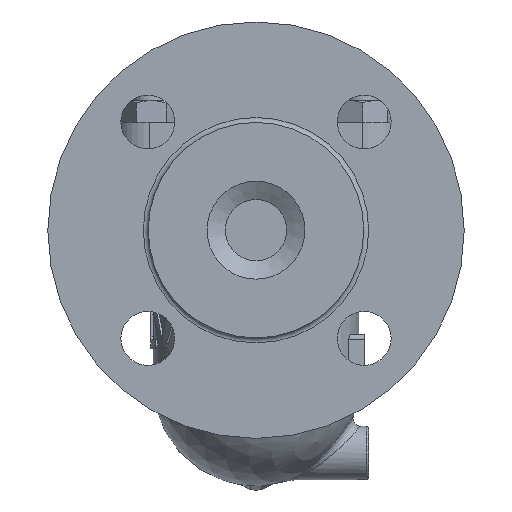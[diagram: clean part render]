
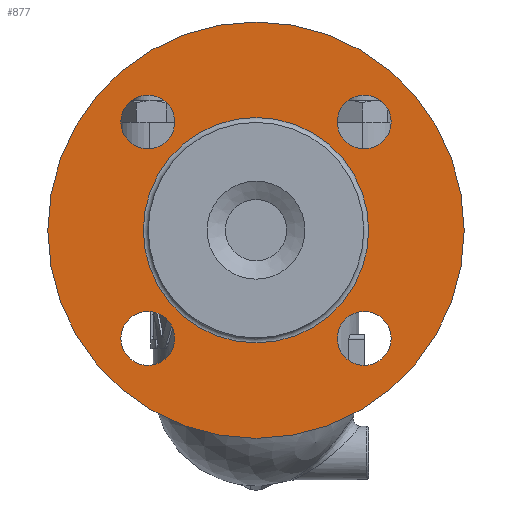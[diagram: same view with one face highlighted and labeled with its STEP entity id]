
A CAD part, left-side view. The second image highlights one B-rep face of the part: STEP entity #877.
In plain terms, the highlighted planar face has unit normal (-1, 0, 0).
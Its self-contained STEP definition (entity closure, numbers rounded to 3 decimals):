
#722=CARTESIAN_POINT('',(-132.,-44.194,28.194));
#723=VERTEX_POINT('',#722);
#724=CARTESIAN_POINT('',(-132.,-44.194,17.194));
#725=DIRECTION('',(1.0,0.0,0.0));
#726=DIRECTION('',(0.0,0.0,-1.0));
#727=AXIS2_PLACEMENT_3D('',#724,#725,#726);
#728=CIRCLE('',#727,11.0);
#729=EDGE_CURVE('',#723,#723,#728,.T.);
#750=CARTESIAN_POINT('',(-132.,-44.194,-60.194));
#751=VERTEX_POINT('',#750);
#752=CARTESIAN_POINT('',(-132.,-44.194,-71.194));
#753=DIRECTION('',(1.0,0.0,0.0));
#754=DIRECTION('',(0.0,0.0,-1.0));
#755=AXIS2_PLACEMENT_3D('',#752,#753,#754);
#756=CIRCLE('',#755,11.0);
#757=EDGE_CURVE('',#751,#751,#756,.T.);
#778=CARTESIAN_POINT('',(-132.,44.194,-60.194));
#779=VERTEX_POINT('',#778);
#780=CARTESIAN_POINT('',(-132.,44.194,-71.194));
#781=DIRECTION('',(1.0,0.0,0.0));
#782=DIRECTION('',(0.0,0.0,-1.0));
#783=AXIS2_PLACEMENT_3D('',#780,#781,#782);
#784=CIRCLE('',#783,11.0);
#785=EDGE_CURVE('',#779,#779,#784,.T.);
#806=CARTESIAN_POINT('',(-132.,44.194,28.194));
#807=VERTEX_POINT('',#806);
#808=CARTESIAN_POINT('',(-132.,44.194,17.194));
#809=DIRECTION('',(1.0,0.0,0.0));
#810=DIRECTION('',(0.0,0.0,-1.0));
#811=AXIS2_PLACEMENT_3D('',#808,#809,#810);
#812=CIRCLE('',#811,11.0);
#813=EDGE_CURVE('',#807,#807,#812,.T.);
#823=CARTESIAN_POINT('',(-132.,0.0,19.));
#824=VERTEX_POINT('',#823);
#825=CARTESIAN_POINT('',(-132.,0.0,-27.));
#826=DIRECTION('',(-1.0,0.0,0.0));
#827=DIRECTION('',(0.0,0.0,-1.0));
#828=AXIS2_PLACEMENT_3D('',#825,#826,#827);
#829=CIRCLE('',#828,46.);
#830=EDGE_CURVE('',#824,#824,#829,.T.);
#846=CARTESIAN_POINT('',(-132.,0.0,37.5));
#847=DIRECTION('',(-1.0,0.0,0.0));
#848=DIRECTION('',(0.0,0.0,1.0));
#849=AXIS2_PLACEMENT_3D('',#846,#847,#848);
#850=PLANE('',#849);
#851=CARTESIAN_POINT('',(-132.,0.0,58.));
#852=VERTEX_POINT('',#851);
#853=CARTESIAN_POINT('',(-132.,0.0,-27.));
#854=DIRECTION('',(-1.0,0.0,0.0));
#855=DIRECTION('',(0.0,0.0,1.0));
#856=AXIS2_PLACEMENT_3D('',#853,#854,#855);
#857=CIRCLE('',#856,85.0);
#858=EDGE_CURVE('',#852,#852,#857,.T.);
#859=ORIENTED_EDGE('',*,*,#858,.T.);
#860=EDGE_LOOP('',(#859));
#861=FACE_OUTER_BOUND('',#860,.T.);
#862=ORIENTED_EDGE('',*,*,#729,.T.);
#863=EDGE_LOOP('',(#862));
#864=FACE_BOUND('',#863,.T.);
#865=ORIENTED_EDGE('',*,*,#757,.T.);
#866=EDGE_LOOP('',(#865));
#867=FACE_BOUND('',#866,.T.);
#868=ORIENTED_EDGE('',*,*,#785,.T.);
#869=EDGE_LOOP('',(#868));
#870=FACE_BOUND('',#869,.T.);
#871=ORIENTED_EDGE('',*,*,#813,.T.);
#872=EDGE_LOOP('',(#871));
#873=FACE_BOUND('',#872,.T.);
#874=ORIENTED_EDGE('',*,*,#830,.F.);
#875=EDGE_LOOP('',(#874));
#876=FACE_BOUND('',#875,.T.);
#877=ADVANCED_FACE('',(#861,#864,#867,#870,#873,#876),#850,.T.);
